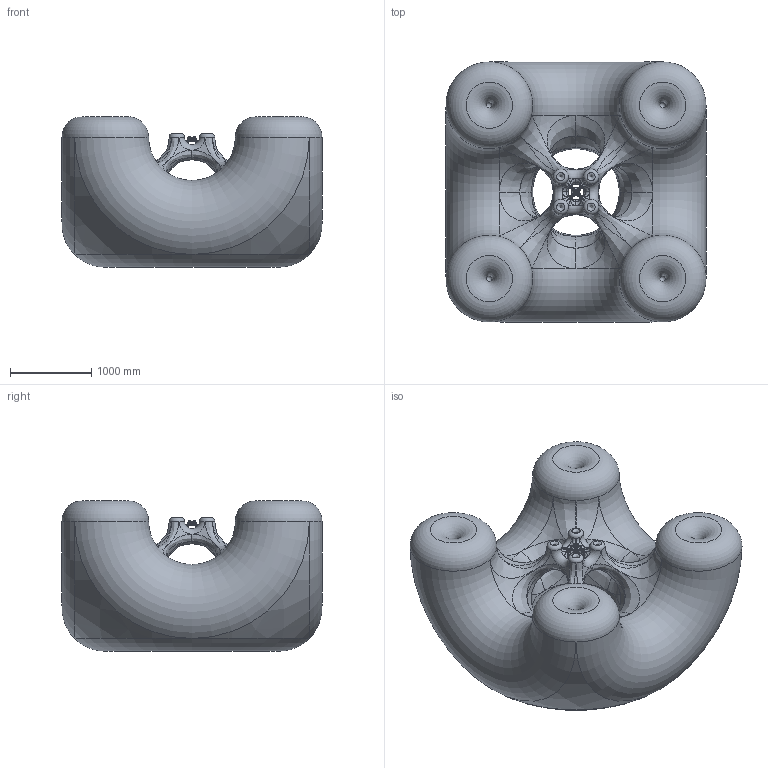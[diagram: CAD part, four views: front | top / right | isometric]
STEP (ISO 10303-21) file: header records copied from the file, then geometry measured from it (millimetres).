
FILE_DESCRIPTION (( 'STEP AP214' ), '1' );
FILE_NAME ('P?T?.??????.T?PDL?.???????N????????????????N???N????N????????????????､?????､?????????????????N????N???N????????????????N??????.SLDPRT.??????.STEP', '2020-11-18T02:24:08', ( '' ), ( '' ), 'SwSTEP 2.0', 'SolidWorks 2020', '' );
FILE_SCHEMA (( 'AUTOMOTIVE_DESIGN' ));
Length unit declared in the file: millimetre
Products named in the file (1): P?T?.??????.T?PDL?.???????N????????????????N???N????N????????????????､?????､?????????????????N????N???N????????????????N??????.SLDPRT.??????
Bounding box: 3207.5 x 3207.41 x 1852.94 mm (x, y, z)
Volume: 10704397622.5 mm3; surface area: 38051522.9 mm2
Topology: 1 solids, 1 shells, 285 faces, 675 edges, 318 vertices
Faces by surface type: torus 113, bspline 96, sphere 76
Entity records: 37180 total; most frequent: CARTESIAN_POINT 32524, ORIENTED_EDGE 1060, DIRECTION 780, EDGE_CURVE 530, AXIS2_PLACEMENT_3D 390, EDGE_LOOP 330, FACE_OUTER_BOUND 330, ADVANCED_FACE 285
